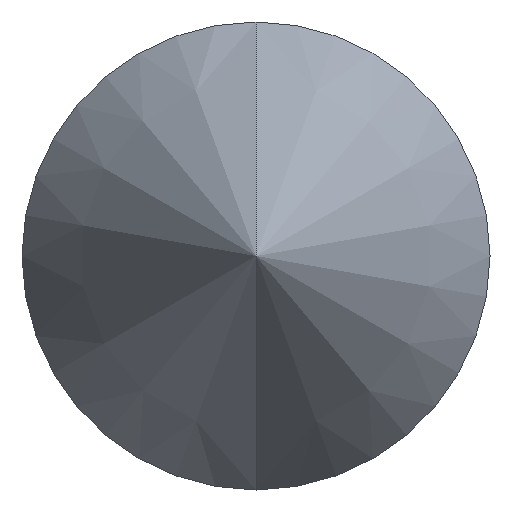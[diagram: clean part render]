
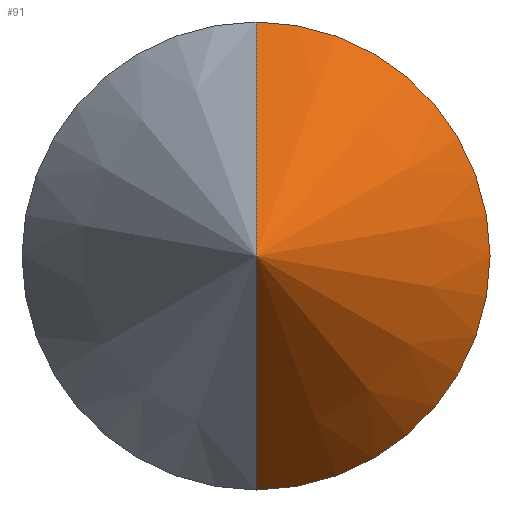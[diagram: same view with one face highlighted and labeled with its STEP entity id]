
A CAD part, front view. The second image highlights one B-rep face of the part: STEP entity #91.
In plain terms, the highlighted conical face has half-angle 30 degrees and reference radius 577.35 mm.
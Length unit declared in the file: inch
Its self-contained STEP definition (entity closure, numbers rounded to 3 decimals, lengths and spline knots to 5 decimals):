
#6 = CARTESIAN_POINT ( 'NONE',  ( 0., 0., 0. ) ) ;
#35 = DIRECTION ( 'NONE',  ( 0., 0.866, -0.5 ) ) ;
#45 = EDGE_CURVE ( 'NONE', #231, #199, #204, .T. ) ;
#47 = VECTOR ( 'NONE', #82, 39.37008 ) ;
#49 = DIRECTION ( 'NONE',  ( 0., 0., -1. ) ) ;
#65 = DIRECTION ( 'NONE',  ( 0., 0., 1. ) ) ;
#67 = VECTOR ( 'NONE', #35, 39.37008 ) ;
#82 = DIRECTION ( 'NONE',  ( 0., 0.866, 0.5 ) ) ;
#83 = EDGE_CURVE ( 'NONE', #116, #199, #236, .T. ) ;
#91 = ADVANCED_FACE ( 'NONE', ( #230 ), #261, .T. ) ;
#101 = AXIS2_PLACEMENT_3D ( 'NONE', #176, #289, #49 ) ;
#107 = EDGE_CURVE ( 'NONE', #116, #231, #218, .T. ) ;
#116 = VERTEX_POINT ( 'NONE', #275 ) ;
#119 = ORIENTED_EDGE ( 'NONE', *, *, #107, .T. ) ;
#152 = ORIENTED_EDGE ( 'NONE', *, *, #45, .T. ) ;
#176 = CARTESIAN_POINT ( 'NONE',  ( 0., 0.10825, 0. ) ) ;
#199 = VERTEX_POINT ( 'NONE', #294 ) ;
#204 = CIRCLE ( 'NONE', #101, 0.0625 ) ;
#218 = LINE ( 'NONE', #6, #67 ) ;
#225 = ORIENTED_EDGE ( 'NONE', *, *, #83, .F. ) ;
#230 = FACE_OUTER_BOUND ( 'NONE', #285, .T. ) ;
#231 = VERTEX_POINT ( 'NONE', #301 ) ;
#236 = LINE ( 'NONE', #325, #47 ) ;
#261 = CONICAL_SURFACE ( 'NONE', #333, 22.73033, 0.524 ) ;
#275 = CARTESIAN_POINT ( 'NONE',  ( 0., 0., 0. ) ) ;
#285 = EDGE_LOOP ( 'NONE', ( #225, #119, #152 ) ) ;
#289 = DIRECTION ( 'NONE',  ( 0., -1., 0. ) ) ;
#294 = CARTESIAN_POINT ( 'NONE',  ( 0., 0.10825, 0.0625 ) ) ;
#301 = CARTESIAN_POINT ( 'NONE',  ( 0., 0.10825, -0.0625 ) ) ;
#325 = CARTESIAN_POINT ( 'NONE',  ( 0., 0., 0. ) ) ;
#331 = DIRECTION ( 'NONE',  ( 0., 1., 0. ) ) ;
#333 = AXIS2_PLACEMENT_3D ( 'NONE', #343, #331, #65 ) ;
#343 = CARTESIAN_POINT ( 'NONE',  ( 0., 39.37008, 0. ) ) ;
